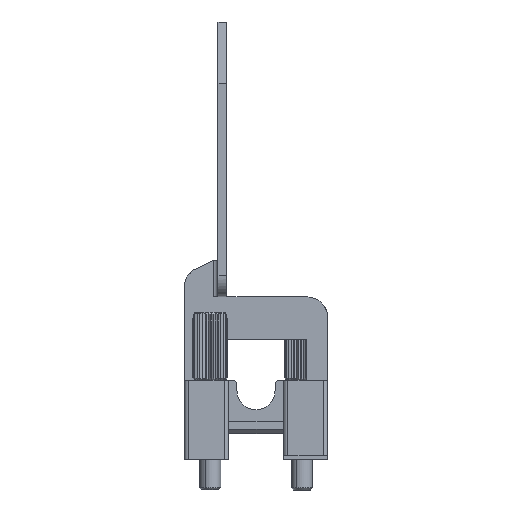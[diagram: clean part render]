
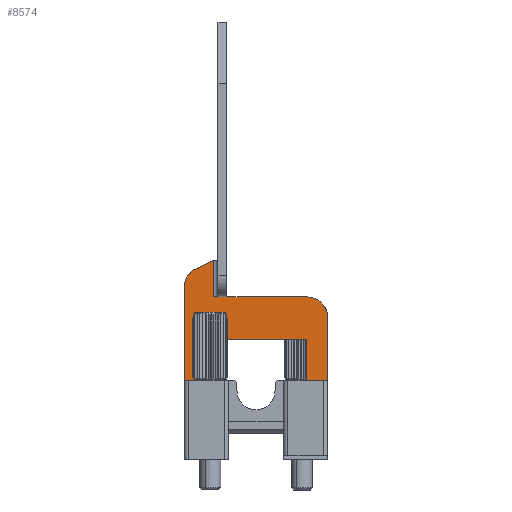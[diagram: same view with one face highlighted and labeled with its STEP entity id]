
A CAD part, front view. The second image highlights one B-rep face of the part: STEP entity #8574.
In plain terms, the highlighted planar face has unit normal (0, -1, 0).
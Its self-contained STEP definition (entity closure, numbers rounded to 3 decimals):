
#8466=AXIS2_PLACEMENT_3D('Plane Axis2P3D',#8463,#8464,#8465) ;
#1444=CARTESIAN_POINT('Vertex',(0.,19.75,18.7)) ;
#1838=CARTESIAN_POINT('Vertex',(34.,19.75,18.7)) ;
#7907=CARTESIAN_POINT('Vertex',(7.,19.75,54.301)) ;
#8089=CARTESIAN_POINT('Vertex',(2.887,19.75,52.383)) ;
#8092=CARTESIAN_POINT('Line Origine',(4.943,19.75,53.342)) ;
#8463=CARTESIAN_POINT('Axis2P3D Location',(8.,19.75,56.501)) ;
#8468=CARTESIAN_POINT('Line Origine',(17.,19.75,18.7)) ;
#8472=CARTESIAN_POINT('Vertex',(29.,19.75,18.7)) ;
#8475=CARTESIAN_POINT('Line Origine',(34.,19.75,35.001)) ;
#8479=CARTESIAN_POINT('Vertex',(34.,19.75,40.7)) ;
#8483=CARTESIAN_POINT('Control Point',(29.,19.75,45.7)) ;
#8484=CARTESIAN_POINT('Control Point',(30.571,19.75,45.7)) ;
#8485=CARTESIAN_POINT('Control Point',(32.143,19.75,45.085)) ;
#8486=CARTESIAN_POINT('Control Point',(33.385,19.75,43.843)) ;
#8487=CARTESIAN_POINT('Control Point',(34.,19.75,42.271)) ;
#8488=CARTESIAN_POINT('Control Point',(34.,19.75,40.7)) ;
#8489=CARTESIAN_POINT('Vertex',(29.,19.75,45.7)) ;
#8492=CARTESIAN_POINT('Line Origine',(17.,19.75,45.7)) ;
#8496=CARTESIAN_POINT('Vertex',(24.,19.75,45.7)) ;
#8499=CARTESIAN_POINT('Line Origine',(17.,19.75,45.7)) ;
#8503=CARTESIAN_POINT('Vertex',(7.,19.75,45.7)) ;
#8506=CARTESIAN_POINT('Line Origine',(7.,19.75,35.001)) ;
#8512=CARTESIAN_POINT('Control Point',(0.,19.75,47.852)) ;
#8513=CARTESIAN_POINT('Control Point',(0.,19.75,49.27)) ;
#8514=CARTESIAN_POINT('Control Point',(0.539,19.75,50.693)) ;
#8515=CARTESIAN_POINT('Control Point',(1.602,19.75,51.784)) ;
#8516=CARTESIAN_POINT('Control Point',(2.887,19.75,52.383)) ;
#8517=CARTESIAN_POINT('Vertex',(0.,19.75,47.852)) ;
#8520=CARTESIAN_POINT('Line Origine',(0.,19.75,35.001)) ;
#8524=CARTESIAN_POINT('Vertex',(0.,19.75,45.7)) ;
#8527=CARTESIAN_POINT('Line Origine',(0.,19.75,35.001)) ;
#8532=CARTESIAN_POINT('Line Origine',(17.,19.75,18.7)) ;
#8536=CARTESIAN_POINT('Vertex',(5.,19.75,18.7)) ;
#8539=CARTESIAN_POINT('Line Origine',(5.,19.75,35.001)) ;
#8543=CARTESIAN_POINT('Vertex',(5.,19.75,35.7)) ;
#8546=CARTESIAN_POINT('Line Origine',(17.,19.75,35.7)) ;
#8550=CARTESIAN_POINT('Vertex',(29.,19.75,35.7)) ;
#8553=CARTESIAN_POINT('Line Origine',(29.,19.75,35.001)) ;
#8093=DIRECTION('Vector Direction',(0.906,0.,0.423)) ;
#8464=DIRECTION('Axis2P3D Direction',(0.,1.,0.)) ;
#8465=DIRECTION('Axis2P3D XDirection',(0.,0.,-1.)) ;
#8469=DIRECTION('Vector Direction',(-1.,0.,0.)) ;
#8476=DIRECTION('Vector Direction',(0.,0.,-1.)) ;
#8493=DIRECTION('Vector Direction',(-1.,0.,0.)) ;
#8500=DIRECTION('Vector Direction',(-1.,0.,0.)) ;
#8507=DIRECTION('Vector Direction',(0.,0.,-1.)) ;
#8521=DIRECTION('Vector Direction',(0.,0.,-1.)) ;
#8528=DIRECTION('Vector Direction',(0.,0.,-1.)) ;
#8533=DIRECTION('Vector Direction',(-1.,0.,0.)) ;
#8540=DIRECTION('Vector Direction',(0.,0.,-1.)) ;
#8547=DIRECTION('Vector Direction',(-1.,0.,0.)) ;
#8554=DIRECTION('Vector Direction',(0.,0.,-1.)) ;
#8094=VECTOR('Line Direction',#8093,1.) ;
#8470=VECTOR('Line Direction',#8469,1.) ;
#8477=VECTOR('Line Direction',#8476,1.) ;
#8494=VECTOR('Line Direction',#8493,1.) ;
#8501=VECTOR('Line Direction',#8500,1.) ;
#8508=VECTOR('Line Direction',#8507,1.) ;
#8522=VECTOR('Line Direction',#8521,1.) ;
#8529=VECTOR('Line Direction',#8528,1.) ;
#8534=VECTOR('Line Direction',#8533,1.) ;
#8541=VECTOR('Line Direction',#8540,1.) ;
#8548=VECTOR('Line Direction',#8547,1.) ;
#8555=VECTOR('Line Direction',#8554,1.) ;
#8559=ORIENTED_EDGE('',*,*,#8474,.F.) ;
#8560=ORIENTED_EDGE('',*,*,#8481,.F.) ;
#8561=ORIENTED_EDGE('',*,*,#8491,.F.) ;
#8562=ORIENTED_EDGE('',*,*,#8498,.F.) ;
#8563=ORIENTED_EDGE('',*,*,#8505,.T.) ;
#8564=ORIENTED_EDGE('',*,*,#8510,.T.) ;
#8565=ORIENTED_EDGE('',*,*,#8096,.F.) ;
#8566=ORIENTED_EDGE('',*,*,#8519,.F.) ;
#8567=ORIENTED_EDGE('',*,*,#8526,.F.) ;
#8568=ORIENTED_EDGE('',*,*,#8531,.F.) ;
#8569=ORIENTED_EDGE('',*,*,#8538,.F.) ;
#8570=ORIENTED_EDGE('',*,*,#8545,.F.) ;
#8571=ORIENTED_EDGE('',*,*,#8552,.T.) ;
#8572=ORIENTED_EDGE('',*,*,#8557,.F.) ;
#8574=ADVANCED_FACE('Hauptk\X2\00F6\X0\rper',(#8573),#8467,.F.) ;
#8482=B_SPLINE_CURVE_WITH_KNOTS('',5,(#8483,#8484,#8485,#8486,#8487,#8488),.UNSPECIFIED.,.F.,.U.,(6,6),(15.708,23.562),.UNSPECIFIED.) ;
#8511=B_SPLINE_CURVE_WITH_KNOTS('',4,(#8512,#8513,#8514,#8515,#8516),.UNSPECIFIED.,.F.,.U.,(5,5),(7.854,13.526),.UNSPECIFIED.) ;
#8096=EDGE_CURVE('',#8090,#7908,#8095,.T.) ;
#8474=EDGE_CURVE('',#1839,#8473,#8471,.T.) ;
#8481=EDGE_CURVE('',#8480,#1839,#8478,.T.) ;
#8491=EDGE_CURVE('',#8490,#8480,#8482,.T.) ;
#8498=EDGE_CURVE('',#8497,#8490,#8495,.F.) ;
#8505=EDGE_CURVE('',#8497,#8504,#8502,.T.) ;
#8510=EDGE_CURVE('',#8504,#7908,#8509,.F.) ;
#8519=EDGE_CURVE('',#8518,#8090,#8511,.T.) ;
#8526=EDGE_CURVE('',#8525,#8518,#8523,.F.) ;
#8531=EDGE_CURVE('',#1445,#8525,#8530,.F.) ;
#8538=EDGE_CURVE('',#8537,#1445,#8535,.T.) ;
#8545=EDGE_CURVE('',#8544,#8537,#8542,.T.) ;
#8552=EDGE_CURVE('',#8544,#8551,#8549,.F.) ;
#8557=EDGE_CURVE('',#8473,#8551,#8556,.F.) ;
#8558=EDGE_LOOP('',(#8559,#8560,#8561,#8562,#8563,#8564,#8565,#8566,#8567,#8568,#8569,#8570,#8571,#8572)) ;
#8573=FACE_OUTER_BOUND('',#8558,.T.) ;
#8095=LINE('Line',#8092,#8094) ;
#8471=LINE('Line',#8468,#8470) ;
#8478=LINE('Line',#8475,#8477) ;
#8495=LINE('Line',#8492,#8494) ;
#8502=LINE('Line',#8499,#8501) ;
#8509=LINE('Line',#8506,#8508) ;
#8523=LINE('Line',#8520,#8522) ;
#8530=LINE('Line',#8527,#8529) ;
#8535=LINE('Line',#8532,#8534) ;
#8542=LINE('Line',#8539,#8541) ;
#8549=LINE('Line',#8546,#8548) ;
#8556=LINE('Line',#8553,#8555) ;
#8467=PLANE('',#8466) ;
#1445=VERTEX_POINT('',#1444) ;
#1839=VERTEX_POINT('',#1838) ;
#7908=VERTEX_POINT('',#7907) ;
#8090=VERTEX_POINT('',#8089) ;
#8473=VERTEX_POINT('',#8472) ;
#8480=VERTEX_POINT('',#8479) ;
#8490=VERTEX_POINT('',#8489) ;
#8497=VERTEX_POINT('',#8496) ;
#8504=VERTEX_POINT('',#8503) ;
#8518=VERTEX_POINT('',#8517) ;
#8525=VERTEX_POINT('',#8524) ;
#8537=VERTEX_POINT('',#8536) ;
#8544=VERTEX_POINT('',#8543) ;
#8551=VERTEX_POINT('',#8550) ;
